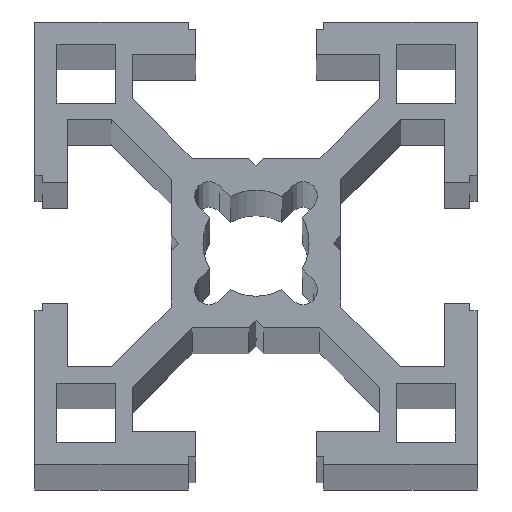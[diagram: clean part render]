
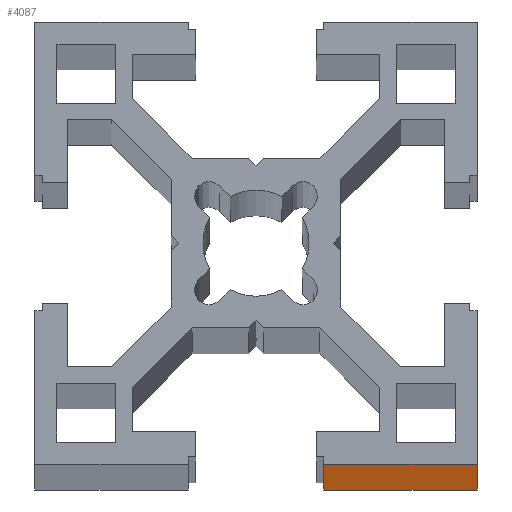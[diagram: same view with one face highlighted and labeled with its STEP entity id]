
A CAD part, top view. The second image highlights one B-rep face of the part: STEP entity #4087.
In plain terms, the highlighted planar face has unit normal (0, -1, 0).
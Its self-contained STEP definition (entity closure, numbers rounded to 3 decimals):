
#708=DIRECTION('',(1.,0.,0.));
#709=VECTOR('',#708,10.4);
#710=CARTESIAN_POINT('',(4.6,-15.,0.));
#711=LINE('',#710,#709);
#1444=DIRECTION('',(1.,0.,0.));
#1445=VECTOR('',#1444,10.4);
#1446=CARTESIAN_POINT('',(4.6,-15.,1000.));
#1447=LINE('',#1446,#1445);
#2165=DIRECTION('',(0.,0.,1.));
#2166=VECTOR('',#2165,1000.);
#2167=CARTESIAN_POINT('',(4.6,-15.,0.));
#2168=LINE('',#2167,#2166);
#2305=DIRECTION('',(0.,0.,1.));
#2306=VECTOR('',#2305,1000.);
#2307=CARTESIAN_POINT('',(15.,-15.,0.));
#2308=LINE('',#2307,#2306);
#2537=CARTESIAN_POINT('',(15.,-15.,0.));
#2538=CARTESIAN_POINT('',(15.,-15.,1000.));
#2539=VERTEX_POINT('',#2537);
#2540=VERTEX_POINT('',#2538);
#2647=CARTESIAN_POINT('',(4.6,-15.,0.));
#2649=VERTEX_POINT('',#2647);
#2783=CARTESIAN_POINT('',(4.6,-15.,1000.));
#2785=VERTEX_POINT('',#2783);
#4074=CARTESIAN_POINT('',(-15.,-15.,0.));
#4075=DIRECTION('',(0.,-1.,0.));
#4076=DIRECTION('',(1.,0.,0.));
#4077=AXIS2_PLACEMENT_3D('',#4074,#4075,#4076);
#4078=PLANE('',#4077);
#4080=ORIENTED_EDGE('',*,*,#4079,.T.);
#4081=ORIENTED_EDGE('',*,*,#3275,.T.);
#4083=ORIENTED_EDGE('',*,*,#4082,.F.);
#4084=ORIENTED_EDGE('',*,*,#3024,.F.);
#4085=EDGE_LOOP('',(#4080,#4081,#4083,#4084));
#4086=FACE_OUTER_BOUND('',#4085,.F.);
#3024=EDGE_CURVE('',#2649,#2539,#711,.T.);
#3275=EDGE_CURVE('',#2785,#2540,#1447,.T.);
#4079=EDGE_CURVE('',#2649,#2785,#2168,.T.);
#4082=EDGE_CURVE('',#2539,#2540,#2308,.T.);
#4087=ADVANCED_FACE('',(#4086),#4078,.T.);
